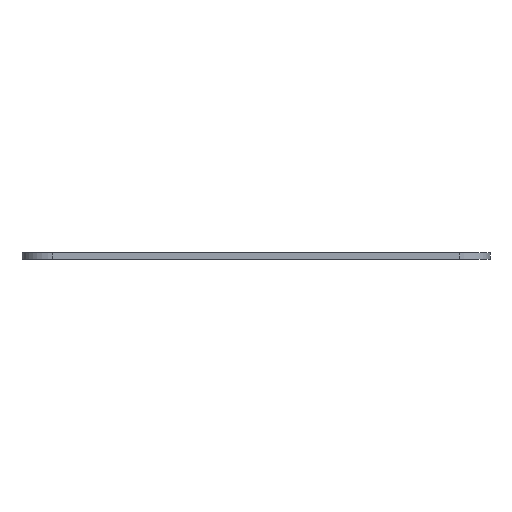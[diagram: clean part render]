
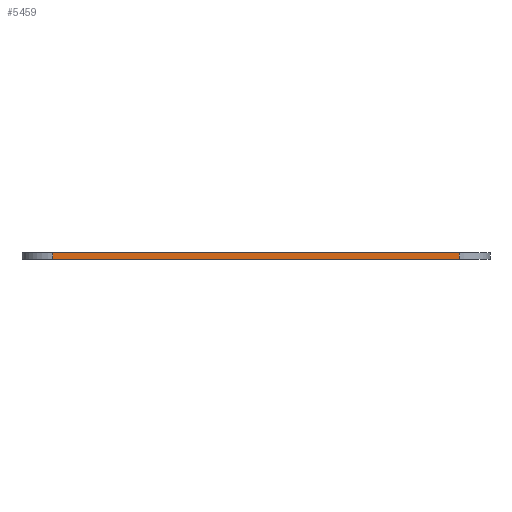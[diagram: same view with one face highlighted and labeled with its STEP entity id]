
A CAD part, left-side view. The second image highlights one B-rep face of the part: STEP entity #5459.
In plain terms, the highlighted planar face has unit normal (-1, 0, 0).
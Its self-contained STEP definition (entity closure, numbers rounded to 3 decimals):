
#272=PLANE('',#5691);
#515=FACE_OUTER_BOUND('',#829,.T.);
#829=EDGE_LOOP('',(#4701,#4702,#4703,#4704));
#1252=LINE('',#9916,#1748);
#1297=LINE('',#10097,#1793);
#1298=LINE('',#10100,#1794);
#1299=LINE('',#10101,#1795);
#1748=VECTOR('',#6306,10.);
#1793=VECTOR('',#6447,10.);
#1794=VECTOR('',#6450,10.);
#1795=VECTOR('',#6451,10.);
#2521=VERTEX_POINT('',#9912);
#2523=VERTEX_POINT('',#9915);
#2611=VERTEX_POINT('',#10095);
#2612=VERTEX_POINT('',#10099);
#3249=EDGE_CURVE('',#2521,#2523,#1252,.T.);
#3339=EDGE_CURVE('',#2611,#2521,#1297,.T.);
#3340=EDGE_CURVE('',#2612,#2611,#1298,.T.);
#3341=EDGE_CURVE('',#2523,#2612,#1299,.T.);
#4701=ORIENTED_EDGE('',*,*,#3339,.F.);
#4702=ORIENTED_EDGE('',*,*,#3340,.F.);
#4703=ORIENTED_EDGE('',*,*,#3341,.F.);
#4704=ORIENTED_EDGE('',*,*,#3249,.F.);
#5459=ADVANCED_FACE('',(#515),#272,.T.);
#5691=AXIS2_PLACEMENT_3D('',#10098,#6448,#6449);
#6306=DIRECTION('',(0.,-1.,0.));
#6447=DIRECTION('',(0.,0.,1.));
#6448=DIRECTION('center_axis',(-1.,0.,0.));
#6449=DIRECTION('ref_axis',(0.,-1.,0.));
#6450=DIRECTION('',(0.,1.,0.));
#6451=DIRECTION('',(0.,0.,-1.));
#9912=CARTESIAN_POINT('',(-21.734,29.416,1.5));
#9915=CARTESIAN_POINT('',(-21.734,-62.484,1.5));
#9916=CARTESIAN_POINT('',(-21.734,-69.484,1.5));
#10095=CARTESIAN_POINT('',(-21.734,29.416,0.));
#10097=CARTESIAN_POINT('',(-21.734,29.416,0.));
#10098=CARTESIAN_POINT('Origin',(-21.734,36.416,0.));
#10099=CARTESIAN_POINT('',(-21.734,-62.484,0.));
#10100=CARTESIAN_POINT('',(-21.734,-69.484,0.));
#10101=CARTESIAN_POINT('',(-21.734,-62.484,0.));
